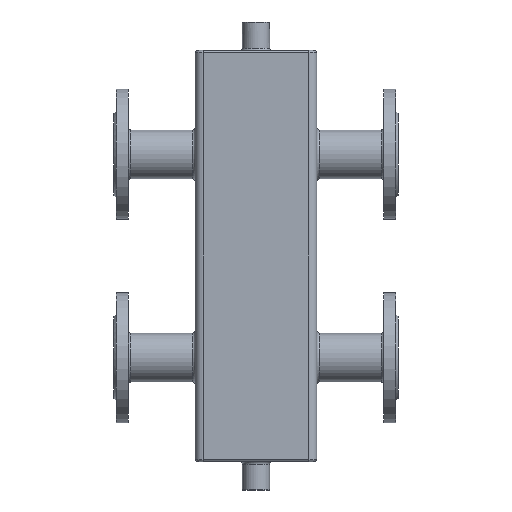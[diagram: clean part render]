
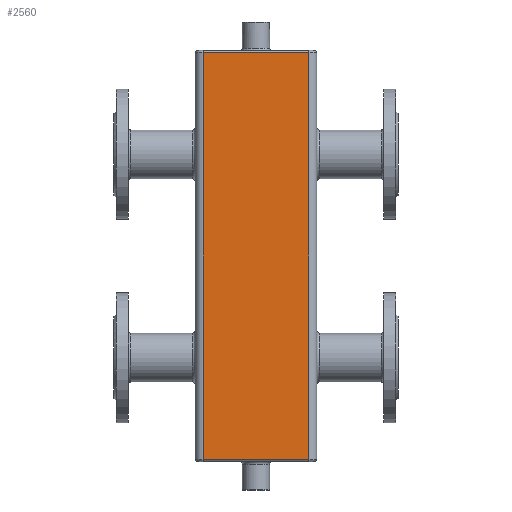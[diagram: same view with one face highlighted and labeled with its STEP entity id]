
A CAD part, left-side view. The second image highlights one B-rep face of the part: STEP entity #2560.
In plain terms, the highlighted planar face has unit normal (-1, 0, 0).
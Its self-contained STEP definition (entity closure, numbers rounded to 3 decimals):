
#2560=ADVANCED_FACE('',(#7722),#7724,.T.);
#7722=FACE_BOUND('',#7723,.T.);
#7723=EDGE_LOOP('',(#12278,#12279,#12280,#12281));
#7724=PLANE('',#7725);
#7725=AXIS2_PLACEMENT_3D('',#7726,#7727,#7728);
#7726=CARTESIAN_POINT('',(-40.029,60.,0.));
#7727=DIRECTION('',(-1.,0.,0.));
#7728=DIRECTION('',(0.,-1.,0.));
#12278=ORIENTED_EDGE('',*,*,#14205,.T.);
#12279=ORIENTED_EDGE('',*,*,#14200,.F.);
#12280=ORIENTED_EDGE('',*,*,#14189,.F.);
#12281=ORIENTED_EDGE('',*,*,#14213,.F.);
#14189=EDGE_CURVE('',#16058,#16059,#16060,.T.);
#14200=EDGE_CURVE('',#16059,#16075,#16076,.T.);
#14205=EDGE_CURVE('',#16083,#16075,#16084,.T.);
#14213=EDGE_CURVE('',#16083,#16058,#16096,.F.);
#16058=VERTEX_POINT('',#23371);
#16059=VERTEX_POINT('',#23372);
#16060=LINE('',#23373,#23374);
#16075=VERTEX_POINT('',#23420);
#16076=LINE('',#23421,#23422);
#16083=VERTEX_POINT('',#23442);
#16084=LINE('',#23443,#23444);
#16096=LINE('',#23478,#23479);
#23371=CARTESIAN_POINT('',(-40.029,60.,-1.));
#23372=CARTESIAN_POINT('',(-40.029,60.,499.));
#23373=CARTESIAN_POINT('',(-40.029,60.,-1.));
#23374=VECTOR('',#23375,1.);
#23375=DIRECTION('',(0.,0.,1.));
#23420=CARTESIAN_POINT('',(-40.029,-70.,499.));
#23421=CARTESIAN_POINT('',(-40.029,60.,499.));
#23422=VECTOR('',#23423,1.);
#23423=DIRECTION('',(0.,-1.,0.));
#23442=CARTESIAN_POINT('',(-40.029,-70.,-1.));
#23443=CARTESIAN_POINT('',(-40.029,-70.,-1.));
#23444=VECTOR('',#23445,1.);
#23445=DIRECTION('',(0.,0.,1.));
#23478=CARTESIAN_POINT('',(-40.029,60.,-1.));
#23479=VECTOR('',#23480,1.);
#23480=DIRECTION('',(0.,-1.,0.));
